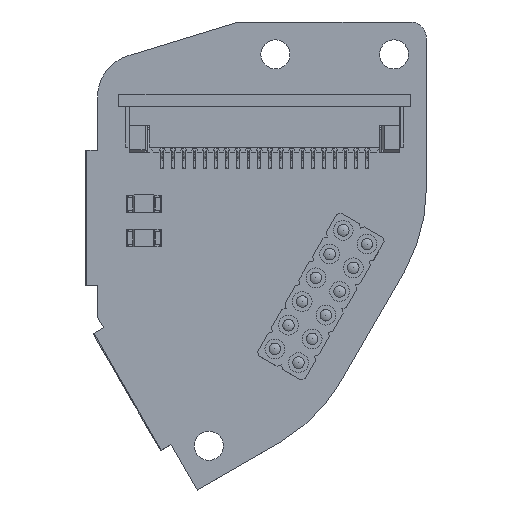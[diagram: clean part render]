
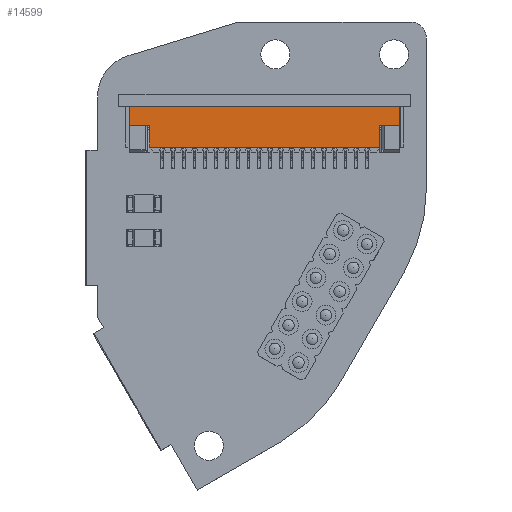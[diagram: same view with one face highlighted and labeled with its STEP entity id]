
A CAD part, top view. The second image highlights one B-rep face of the part: STEP entity #14599.
In plain terms, the highlighted face is planar.
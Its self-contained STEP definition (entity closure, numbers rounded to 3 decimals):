
#5236 = VERTEX_POINT('',#5237);
#5237 = CARTESIAN_POINT('',(-12.502,1.499,-1.118));
#5245 = EDGE_CURVE('',#5246,#5236,#5248,.T.);
#5246 = VERTEX_POINT('',#5247);
#5247 = CARTESIAN_POINT('',(-12.502,1.499,-2.877));
#5248 = LINE('',#5249,#5250);
#5249 = CARTESIAN_POINT('',(-12.502,1.499,-4.91));
#5250 = VECTOR('',#5251,1.);
#5251 = DIRECTION('',(0.,0.,1.));
#12473 = VERTEX_POINT('',#12474);
#12474 = CARTESIAN_POINT('',(10.635,1.499,-2.877));
#12480 = EDGE_CURVE('',#12473,#12481,#12483,.T.);
#12481 = VERTEX_POINT('',#12482);
#12482 = CARTESIAN_POINT('',(12.502,1.499,-2.877));
#12483 = LINE('',#12484,#12485);
#12484 = CARTESIAN_POINT('',(10.635,1.499,-2.877));
#12485 = VECTOR('',#12486,1.);
#12486 = DIRECTION('',(1.,0.,0.));
#12652 = VERTEX_POINT('',#12653);
#12653 = CARTESIAN_POINT('',(10.635,1.499,-4.91));
#12659 = EDGE_CURVE('',#12652,#12473,#12660,.T.);
#12660 = LINE('',#12661,#12662);
#12661 = CARTESIAN_POINT('',(10.635,1.499,-8.186));
#12662 = VECTOR('',#12663,1.);
#12663 = DIRECTION('',(-0.,0.,1.));
#12678 = VERTEX_POINT('',#12679);
#12679 = CARTESIAN_POINT('',(-10.635,1.499,-2.877));
#12718 = EDGE_CURVE('',#5246,#12678,#12719,.T.);
#12719 = LINE('',#12720,#12721);
#12720 = CARTESIAN_POINT('',(-12.921,1.499,-2.877));
#12721 = VECTOR('',#12722,1.);
#12722 = DIRECTION('',(1.,0.,0.));
#12749 = EDGE_CURVE('',#12750,#12678,#12752,.T.);
#12750 = VERTEX_POINT('',#12751);
#12751 = CARTESIAN_POINT('',(-10.635,1.499,-4.91));
#12752 = LINE('',#12753,#12754);
#12753 = CARTESIAN_POINT('',(-10.635,1.499,-8.186));
#12754 = VECTOR('',#12755,1.);
#12755 = DIRECTION('',(-0.,0.,1.));
#13044 = VERTEX_POINT('',#13045);
#13045 = CARTESIAN_POINT('',(12.005,1.499,-1.118));
#13137 = VERTEX_POINT('',#13138);
#13138 = CARTESIAN_POINT('',(-12.005,1.499,-1.118));
#13512 = EDGE_CURVE('',#12481,#13513,#13515,.T.);
#13513 = VERTEX_POINT('',#13514);
#13514 = CARTESIAN_POINT('',(12.502,1.499,-1.118));
#13515 = LINE('',#13516,#13517);
#13516 = CARTESIAN_POINT('',(12.502,1.499,-4.91));
#13517 = VECTOR('',#13518,1.);
#13518 = DIRECTION('',(0.,0.,1.));
#13551 = EDGE_CURVE('',#13044,#13137,#13552,.T.);
#13552 = LINE('',#13553,#13554);
#13553 = CARTESIAN_POINT('',(12.502,1.499,-1.118));
#13554 = VECTOR('',#13555,1.);
#13555 = DIRECTION('',(-1.,-0.,0.));
#14298 = EDGE_CURVE('',#12652,#12750,#14299,.T.);
#14299 = LINE('',#14300,#14301);
#14300 = CARTESIAN_POINT('',(12.502,1.499,-4.91));
#14301 = VECTOR('',#14302,1.);
#14302 = DIRECTION('',(-1.,-0.,0.));
#14599 = ADVANCED_FACE('',(#14600),#14622,.F.);
#14600 = FACE_BOUND('',#14601,.T.);
#14601 = EDGE_LOOP('',(#14602,#14603,#14604,#14605,#14606,#14607,#14613,
    #14614,#14620,#14621));
#14602 = ORIENTED_EDGE('',*,*,#12659,.F.);
#14603 = ORIENTED_EDGE('',*,*,#14298,.T.);
#14604 = ORIENTED_EDGE('',*,*,#12749,.T.);
#14605 = ORIENTED_EDGE('',*,*,#12718,.F.);
#14606 = ORIENTED_EDGE('',*,*,#5245,.T.);
#14607 = ORIENTED_EDGE('',*,*,#14608,.F.);
#14608 = EDGE_CURVE('',#13137,#5236,#14609,.T.);
#14609 = LINE('',#14610,#14611);
#14610 = CARTESIAN_POINT('',(-12.005,1.499,-1.118));
#14611 = VECTOR('',#14612,1.);
#14612 = DIRECTION('',(-1.,-0.,0.));
#14613 = ORIENTED_EDGE('',*,*,#13551,.F.);
#14614 = ORIENTED_EDGE('',*,*,#14615,.F.);
#14615 = EDGE_CURVE('',#13513,#13044,#14616,.T.);
#14616 = LINE('',#14617,#14618);
#14617 = CARTESIAN_POINT('',(12.502,1.499,-1.118));
#14618 = VECTOR('',#14619,1.);
#14619 = DIRECTION('',(-1.,-0.,0.));
#14620 = ORIENTED_EDGE('',*,*,#13512,.F.);
#14621 = ORIENTED_EDGE('',*,*,#12480,.F.);
#14622 = PLANE('',#14623);
#14623 = AXIS2_PLACEMENT_3D('',#14624,#14625,#14626);
#14624 = CARTESIAN_POINT('',(12.502,1.499,-4.91));
#14625 = DIRECTION('',(0.,-1.,0.));
#14626 = DIRECTION('',(-1.,0.,0.));
